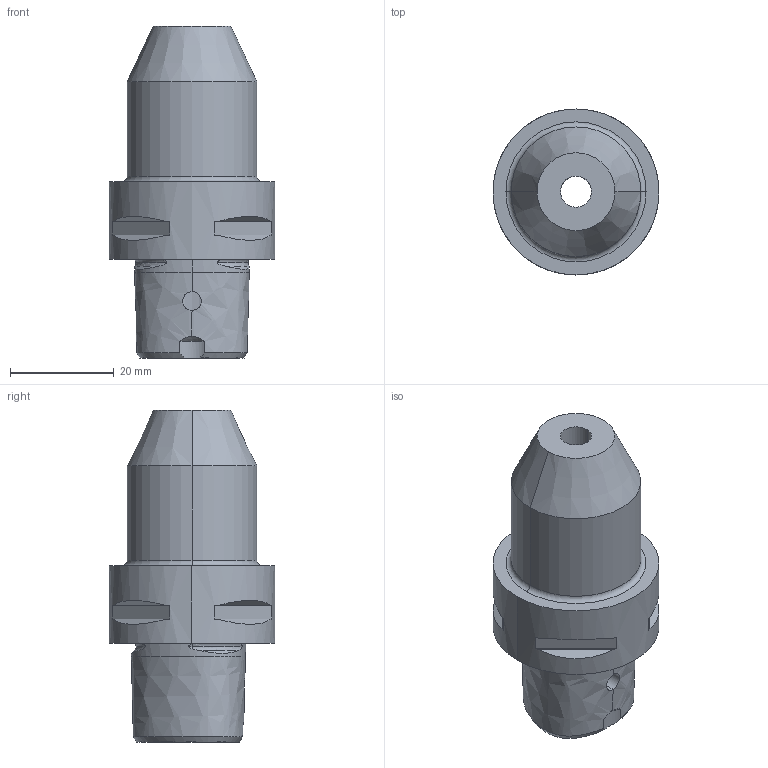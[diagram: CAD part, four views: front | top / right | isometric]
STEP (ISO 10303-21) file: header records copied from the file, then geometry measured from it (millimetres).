
FILE_DESCRIPTION (( 'STEP AP203' ), '1' );
FILE_NAME ('STP-140.653.06.045.STEP', '2020-05-26T08:58:32', ( '' ), ( '' ), 'SwSTEP 2.0', 'SolidWorks 2017', '' );
FILE_SCHEMA (( 'CONFIG_CONTROL_DESIGN' ));
Length unit declared in the file: millimetre
Products named in the file (1): STP-140.653.06.045
Bounding box: 32 x 32 x 64 mm (x, y, z)
Volume: 26309.2 mm3; surface area: 8220.9 mm2
Topology: 1 solids, 1 shells, 82 faces, 192 edges, 118 vertices
Faces by surface type: plane 28, cylinder 17, cone 16, torus 15, bspline 6
Entity records: 4505 total; most frequent: CARTESIAN_POINT 2608, ORIENTED_EDGE 384, DIRECTION 376, EDGE_CURVE 192, AXIS2_PLACEMENT_3D 162, VERTEX_POINT 118, EDGE_LOOP 92, CIRCLE 85
